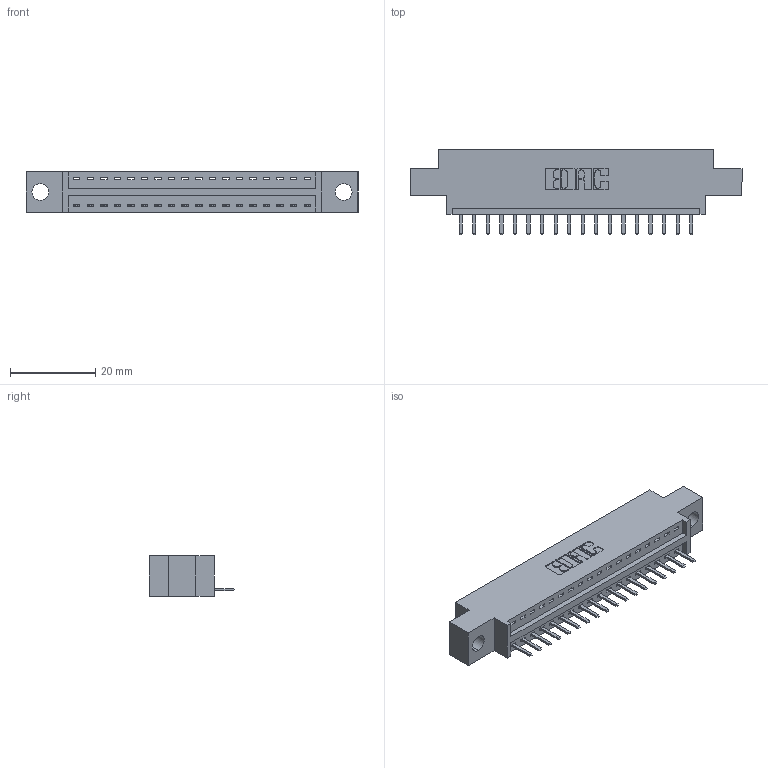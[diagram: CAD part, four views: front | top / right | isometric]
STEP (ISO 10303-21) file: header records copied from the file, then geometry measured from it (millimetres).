
FILE_DESCRIPTION (( 'STEP AP203' ), '1' );
FILE_NAME ('396-018-520-604.STEP', '2019-10-26T19:27:23', ( '' ), ( '' ), 'SwSTEP 2.0', 'SolidWorks 2016', '' );
FILE_SCHEMA (( 'CONFIG_CONTROL_DESIGN' ));
Length unit declared in the file: inch
Products named in the file (3): 346 Part_0.170 Offset - 0.156 Dia-TH; 396-018-520-604; 345-292-001_345-293-120
Assembly tree (19 placements, depth 2):
  396-018-520-604
    346 Part_0.170 Offset - 0.156 Dia-TH
    345-292-001_345-293-120  x18
Bounding box: 77.72 x 20.02 x 9.4 mm (x, y, z)
Volume: 6980.3 mm3; surface area: 8258 mm2
Topology: 19 solids, 19 shells, 1242 faces, 3653 edges, 2386 vertices
Faces by surface type: plane 836, cylinder 406
Entity records: 14651 total; most frequent: CARTESIAN_POINT 2538, ORIENTED_EDGE 2478, DIRECTION 2255, EDGE_CURVE 1239, VECTOR 1031, LINE 1031, VERTEX_POINT 822, AXIS2_PLACEMENT_3D 612
